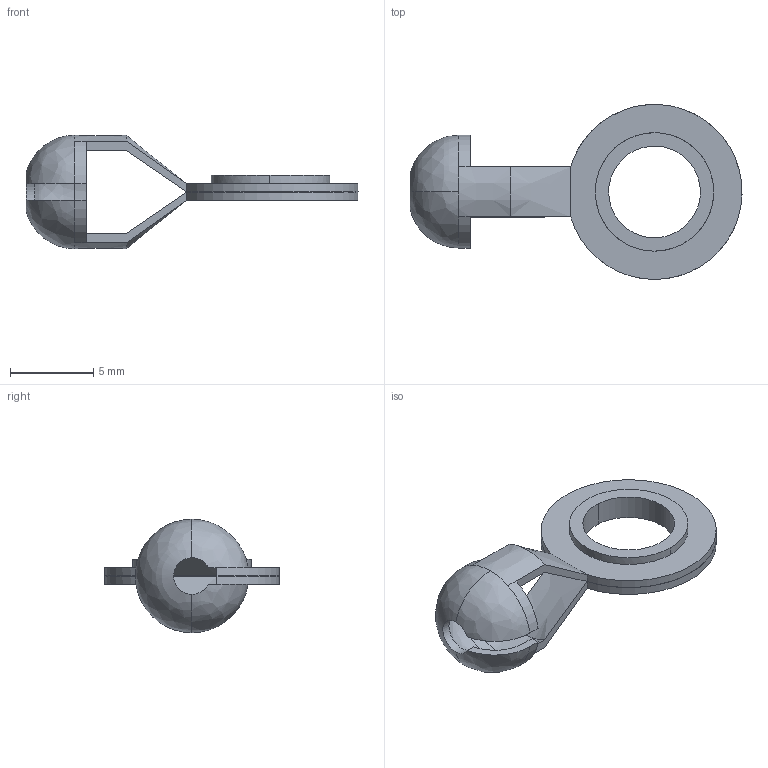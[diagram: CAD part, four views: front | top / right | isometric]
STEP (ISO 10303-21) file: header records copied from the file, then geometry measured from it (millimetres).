
FILE_DESCRIPTION((''),'2;1');
FILE_NAME('','2007-04-03T10:07:28',(''),(''),'','CADfix','');
FILE_SCHEMA(('AUTOMOTIVE_DESIGN { 1 0 10303 214 1 1 1 1 }'));
Length unit declared in the file: millimetre
Bounding box: 19.91 x 10.49 x 6.8 mm (x, y, z)
Volume: 121 mm3; surface area: 445.7 mm2
Topology: 1 solids, 1 shells, 43 faces, 118 edges, 76 vertices
Faces by surface type: bspline 43
Entity records: 2074 total; most frequent: CARTESIAN_POINT 1382, ORIENTED_EDGE 236, EDGE_CURVE 118, VERTEX_POINT 76, QUASI_UNIFORM_CURVE 48, EDGE_LOOP 46, FACE_OUTER_BOUND 43, ADVANCED_FACE 43
